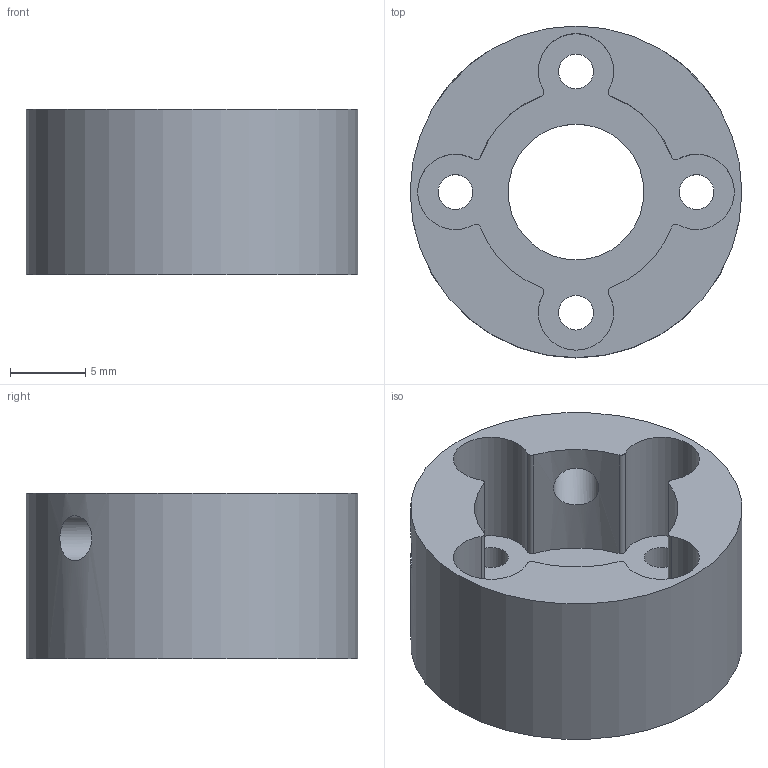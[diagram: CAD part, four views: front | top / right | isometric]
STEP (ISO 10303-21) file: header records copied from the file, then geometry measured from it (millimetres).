
FILE_DESCRIPTION(('STEP AP242'), '1');
FILE_NAME('Coupling Shaft Red Motor', '', ('UNSPECIFIED'), ('UNSPECIFIED'), 'ASCON STEP Converter 1.6', 'ASCON Math Kernel', '');
FILE_SCHEMA(('AP242_MANAGED_MODEL_BASED_3D_ENGINEERING_MIM_LF { 1 0 10303 442 1 1 4 }'));
Length unit declared in the file: millimetre
Bounding box: 22 x 22 x 11 mm (x, y, z)
Volume: 2213.6 mm3; surface area: 2138.3 mm2
Topology: 1 solids, 1 shells, 27 faces, 72 edges, 48 vertices
Faces by surface type: cylinder 24, plane 3
Full cylindrical faces by diameter (mm): 2.3 x4, 3 x2, 9 x1, 22 x1
Entity records: 1365 total; most frequent: CARTESIAN_POINT 404, DIRECTION 160, ORIENTED_EDGE 128, AXIS2_PLACEMENT_3D 72, EDGE_CURVE 64, EDGE_LOOP 50, VERTEX_POINT 48, CIRCLE 44
